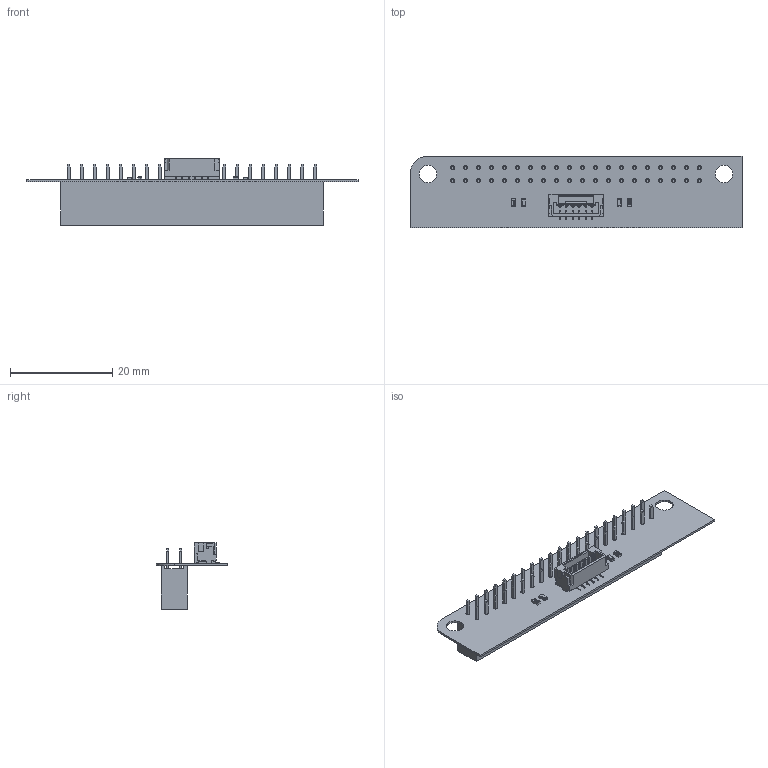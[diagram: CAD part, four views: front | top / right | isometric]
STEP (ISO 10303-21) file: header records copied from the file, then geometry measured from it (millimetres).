
FILE_DESCRIPTION(('Open CASCADE Model'),'2;1');
FILE_NAME('Open CASCADE Shape Model','2024-06-26T12:16:37',('Author'),( 'Open CASCADE'),'Open CASCADE STEP processor 7.5','Open CASCADE 7.5' ,'Unknown');
FILE_SCHEMA(('AUTOMOTIVE_DESIGN { 1 0 10303 214 1 1 1 1 }'));
Length unit declared in the file: millimetre
Products named in the file (16): PCB; Board; Open CASCADE STEP translator 7.5 1.1.1; R2; 0603; R1; J2; BM06B-GHS-TBT; BMxxB-GHS-TBT_06; J1; PPPC202LFBN-RC; 2 row tin body_20; 2 row tin pins; D2; ALSRobot-LED0603(G); D1
Assembly tree (36 placements, depth 4):
  PCB
    Board
      Open CASCADE STEP translator 7.5 1.1.1
    R2
      0603
    R1
      0603
    J2
      BM06B-GHS-TBT
        BMxxB-GHS-TBT_06
    J1
      PPPC202LFBN-RC
        2 row tin body_20
        2 row tin pins  x20
    D2
      ALSRobot-LED0603(G)
    D1
      ALSRobot-LED0603(G)
Bounding box: 65 x 14 x 12.98 mm (x, y, z)
Volume: 2509.1 mm3; surface area: 5458 mm2
Topology: 113 solids, 113 shells, 1866 faces, 4684 edges, 3052 vertices
Faces by surface type: plane 1477, cylinder 283, bspline 106
Full cylindrical faces by diameter (mm): 0.762 x40, 3.4 x2
Entity records: 32641 total; most frequent: CARTESIAN_POINT 8183, ORIENTED_EDGE 4924, DIRECTION 4410, EDGE_CURVE 2462, LINE 2196, VECTOR 2196, VERTEX_POINT 1580, FACE_BOUND 1130
